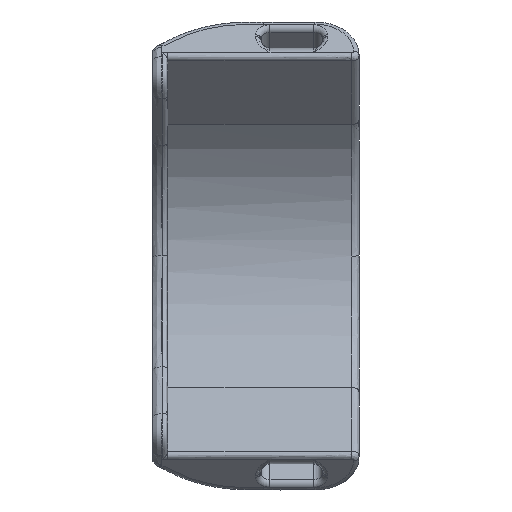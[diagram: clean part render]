
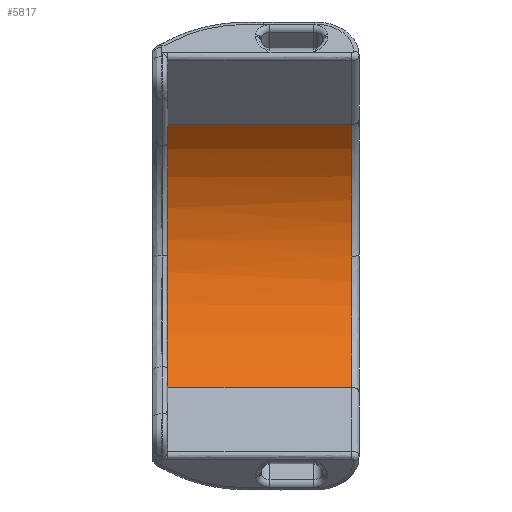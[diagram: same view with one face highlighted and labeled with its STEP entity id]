
A CAD part, left-side view. The second image highlights one B-rep face of the part: STEP entity #5817.
In plain terms, the highlighted cylindrical face has radius 25.293 mm (diameter 50.586 mm), a partial arc.
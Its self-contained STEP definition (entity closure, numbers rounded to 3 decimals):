
#301 = ORIENTED_EDGE ( 'NONE', *, *, #9331, .T. ) ;
#695 = CARTESIAN_POINT ( 'NONE',  ( 25.752, 1., 9.766 ) ) ;
#929 = CYLINDRICAL_SURFACE ( 'NONE', #3102, 25.293 ) ;
#1755 = CARTESIAN_POINT ( 'NONE',  ( 26.191, 1., -6.558 ) ) ;
#1865 = CARTESIAN_POINT ( 'NONE',  ( 27., 1., -1.655 ) ) ;
#2596 = CARTESIAN_POINT ( 'NONE',  ( 27., 1., 0. ) ) ;
#3102 = AXIS2_PLACEMENT_3D ( 'NONE', #8068, #6058, #13262 ) ;
#3571 = CARTESIAN_POINT ( 'NONE',  ( 25.708, 1., -8.15 ) ) ;
#3983 = CARTESIAN_POINT ( 'NONE',  ( 26.998, 1., 3.145 ) ) ;
#4891 = ORIENTED_EDGE ( 'NONE', *, *, #14819, .T. ) ;
#5049 = CARTESIAN_POINT ( 'NONE',  ( 24.441, 1., -11.209 ) ) ;
#5374 = DIRECTION ( 'NONE',  ( 0., -1., 0. ) ) ;
#5635 = VERTEX_POINT ( 'NONE', #13756 ) ;
#5731 = CARTESIAN_POINT ( 'NONE',  ( 19.592, 26., 17.885 ) ) ;
#5754 = VERTEX_POINT ( 'NONE', #5731 ) ;
#5817 = ADVANCED_FACE ( 'NONE', ( #21552 ), #929, .F. ) ;
#6058 = DIRECTION ( 'NONE',  ( 0., -1., 0. ) ) ;
#6207 = VERTEX_POINT ( 'NONE', #19699 ) ;
#6291 = EDGE_CURVE ( 'NONE', #19730, #5635, #22265, .T. ) ;
#6946 = EDGE_LOOP ( 'NONE', ( #9032, #301, #4891, #21661, #16338 ) ) ;
#7304 = LINE ( 'NONE', #10805, #14942 ) ;
#8068 = CARTESIAN_POINT ( 'NONE',  ( 1.707, 67.783, 0. ) ) ;
#8225 = CARTESIAN_POINT ( 'NONE',  ( 19.592, 1., -17.885 ) ) ;
#8883 = EDGE_CURVE ( 'NONE', #5754, #19730, #7304, .T. ) ;
#9032 = ORIENTED_EDGE ( 'NONE', *, *, #8883, .F. ) ;
#9144 = VERTEX_POINT ( 'NONE', #8225 ) ;
#9331 = EDGE_CURVE ( 'NONE', #5754, #6207, #9879, .T. ) ;
#9628 = CARTESIAN_POINT ( 'NONE',  ( 22.05, 1., 15.427 ) ) ;
#9879 = CIRCLE ( 'NONE', #19294, 25.293 ) ;
#10488 = CARTESIAN_POINT ( 'NONE',  ( 27., 1., 0. ) ) ;
#10805 = CARTESIAN_POINT ( 'NONE',  ( 19.592, 67.783, 17.885 ) ) ;
#13096 = B_SPLINE_CURVE_WITH_KNOTS ( 'NONE', 3,
 ( #17374, #17032, #17145, #20553, #5049, #3571, #1755, #20669, #1865, #10488 ),
 .UNSPECIFIED., .F., .F.,
 ( 4, 2, 2, 2, 4 ),
 ( 0., 0.25, 0.5, 0.75, 1. ),
 .UNSPECIFIED. ) ;
#13262 = DIRECTION ( 'NONE',  ( 0., 0., -1. ) ) ;
#13756 = CARTESIAN_POINT ( 'NONE',  ( 27., 1., 0. ) ) ;
#14819 = EDGE_CURVE ( 'NONE', #6207, #9144, #15159, .T. ) ;
#14942 = VECTOR ( 'NONE', #5374, 1000. ) ;
#15159 = LINE ( 'NONE', #21722, #19687 ) ;
#15466 = DIRECTION ( 'NONE',  ( 0., 0., 1. ) ) ;
#16237 = EDGE_CURVE ( 'NONE', #9144, #5635, #13096, .T. ) ;
#16338 = ORIENTED_EDGE ( 'NONE', *, *, #6291, .F. ) ;
#17032 = CARTESIAN_POINT ( 'NONE',  ( 20.762, 1., -16.714 ) ) ;
#17145 = CARTESIAN_POINT ( 'NONE',  ( 21.818, 1., -15.428 ) ) ;
#17374 = CARTESIAN_POINT ( 'NONE',  ( 19.592, 1., -17.885 ) ) ;
#17783 = CARTESIAN_POINT ( 'NONE',  ( 19.592, 1., 17.885 ) ) ;
#18970 = DIRECTION ( 'NONE',  ( 0., 1., 0. ) ) ;
#19294 = AXIS2_PLACEMENT_3D ( 'NONE', #22252, #18970, #15466 ) ;
#19687 = VECTOR ( 'NONE', #20127, 1000. ) ;
#19699 = CARTESIAN_POINT ( 'NONE',  ( 19.592, 26., -17.885 ) ) ;
#19730 = VERTEX_POINT ( 'NONE', #22182 ) ;
#20127 = DIRECTION ( 'NONE',  ( 0., -1., 0. ) ) ;
#20553 = CARTESIAN_POINT ( 'NONE',  ( 23.657, 1., -12.676 ) ) ;
#20669 = CARTESIAN_POINT ( 'NONE',  ( 26.837, 1., -3.311 ) ) ;
#21552 = FACE_OUTER_BOUND ( 'NONE', #6946, .T. ) ;
#21661 = ORIENTED_EDGE ( 'NONE', *, *, #16237, .T. ) ;
#21722 = CARTESIAN_POINT ( 'NONE',  ( 19.592, 67.783, -17.885 ) ) ;
#22182 = CARTESIAN_POINT ( 'NONE',  ( 19.592, 1., 17.885 ) ) ;
#22252 = CARTESIAN_POINT ( 'NONE',  ( 1.707, 26., 0. ) ) ;
#22265 = B_SPLINE_CURVE_WITH_KNOTS ( 'NONE', 3,
 ( #17783, #9628, #695, #3983, #2596 ),
 .UNSPECIFIED., .F., .F.,
 ( 4, 1, 4 ),
 ( 0., 0.525, 1. ),
 .UNSPECIFIED. ) ;
